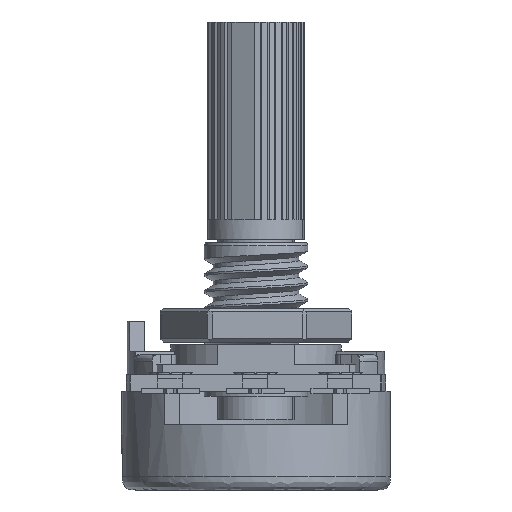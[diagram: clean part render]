
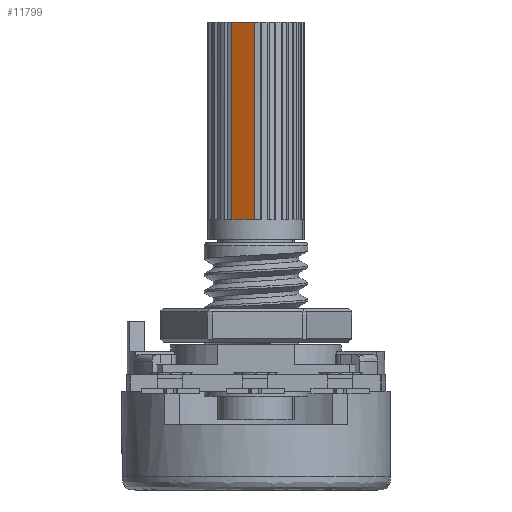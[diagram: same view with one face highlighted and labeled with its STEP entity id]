
A CAD part, front view. The second image highlights one B-rep face of the part: STEP entity #11799.
In plain terms, the highlighted face is planar.
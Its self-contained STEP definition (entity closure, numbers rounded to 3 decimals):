
#305 = VECTOR ( 'NONE', #6762, 1000. ) ;
#779 = EDGE_LOOP ( 'NONE', ( #8237, #14727, #4484, #6009 ) ) ;
#828 = CARTESIAN_POINT ( 'NONE',  ( -0.7, 2.725, 18.4 ) ) ;
#898 = FACE_OUTER_BOUND ( 'NONE', #779, .T. ) ;
#1052 = DIRECTION ( 'NONE',  ( 0., 0., 1. ) ) ;
#1066 = AXIS2_PLACEMENT_3D ( 'NONE', #4549, #15159, #1052 ) ;
#1137 = CARTESIAN_POINT ( 'NONE',  ( -0.7, 2.725, 6.6 ) ) ;
#1929 = EDGE_CURVE ( 'NONE', #4627, #6696, #7054, .T. ) ;
#2034 = CARTESIAN_POINT ( 'NONE',  ( -0.7, 0., 18.4 ) ) ;
#2181 = LINE ( 'NONE', #10524, #9422 ) ;
#3489 = DIRECTION ( 'NONE',  ( 0., 1., 0. ) ) ;
#4309 = CARTESIAN_POINT ( 'NONE',  ( -0.7, -2.718, 18.4 ) ) ;
#4404 = PLANE ( 'NONE',  #1066 ) ;
#4484 = ORIENTED_EDGE ( 'NONE', *, *, #11209, .F. ) ;
#4508 = VECTOR ( 'NONE', #12004, 1000. ) ;
#4549 = CARTESIAN_POINT ( 'NONE',  ( -0.7, 0., 18.4 ) ) ;
#4627 = VERTEX_POINT ( 'NONE', #6909 ) ;
#6009 = ORIENTED_EDGE ( 'NONE', *, *, #6360, .T. ) ;
#6360 = EDGE_CURVE ( 'NONE', #14058, #4627, #10981, .T. ) ;
#6689 = LINE ( 'NONE', #2034, #305 ) ;
#6696 = VERTEX_POINT ( 'NONE', #1137 ) ;
#6762 = DIRECTION ( 'NONE',  ( 0., 1., 0. ) ) ;
#6902 = CARTESIAN_POINT ( 'NONE',  ( -0.7, 0., 6.6 ) ) ;
#6907 = DIRECTION ( 'NONE',  ( 0., 0., 1. ) ) ;
#6909 = CARTESIAN_POINT ( 'NONE',  ( -0.7, -2.718, 6.6 ) ) ;
#7054 = LINE ( 'NONE', #6902, #11116 ) ;
#8237 = ORIENTED_EDGE ( 'NONE', *, *, #1929, .T. ) ;
#9422 = VECTOR ( 'NONE', #6907, 1000. ) ;
#9643 = CARTESIAN_POINT ( 'NONE',  ( -0.7, -2.718, 6.6 ) ) ;
#10524 = CARTESIAN_POINT ( 'NONE',  ( -0.7, 2.725, 6.6 ) ) ;
#10981 = LINE ( 'NONE', #9643, #4508 ) ;
#11116 = VECTOR ( 'NONE', #3489, 1000. ) ;
#11209 = EDGE_CURVE ( 'NONE', #14058, #12602, #6689, .T. ) ;
#11799 = ADVANCED_FACE ( 'NONE', ( #898 ), #4404, .F. ) ;
#12004 = DIRECTION ( 'NONE',  ( 0., 0., -1. ) ) ;
#12602 = VERTEX_POINT ( 'NONE', #828 ) ;
#13649 = EDGE_CURVE ( 'NONE', #6696, #12602, #2181, .T. ) ;
#14058 = VERTEX_POINT ( 'NONE', #4309 ) ;
#14727 = ORIENTED_EDGE ( 'NONE', *, *, #13649, .T. ) ;
#15159 = DIRECTION ( 'NONE',  ( -1., 0., 0. ) ) ;
